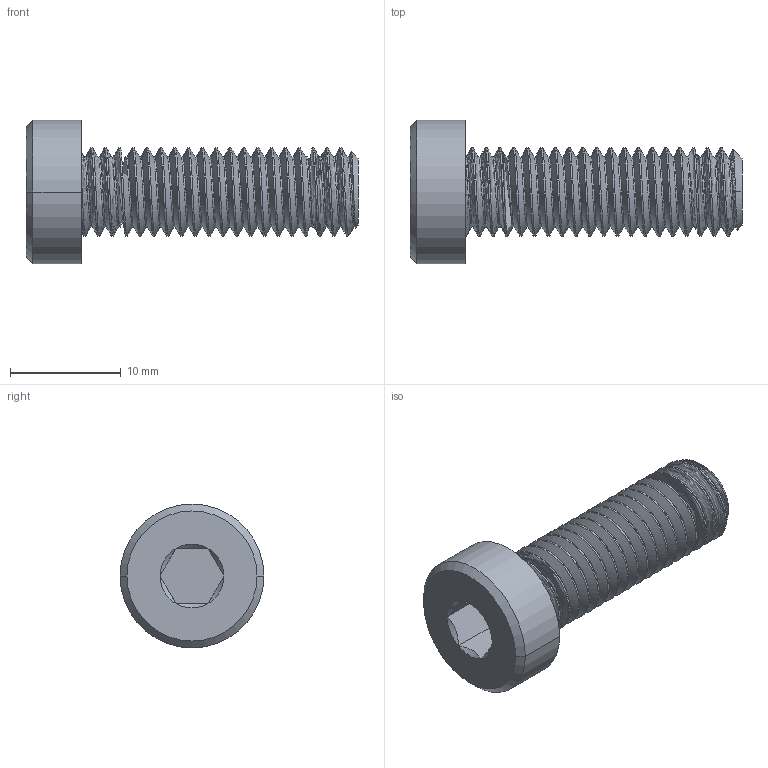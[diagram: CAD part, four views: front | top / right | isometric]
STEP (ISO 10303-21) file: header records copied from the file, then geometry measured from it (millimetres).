
FILE_DESCRIPTION (( 'STEP AP203' ), '1' );
FILE_NAME ('93070A175_Alloy Steel Low-Profile Socket Head Screw.STEP', '2021-07-11T08:32:39', ( 'Administrator' ), ( 'Managed by Terraform' ), 'SwSTEP 2.0', 'SolidWorks 2017', '' );
FILE_SCHEMA (( 'CONFIG_CONTROL_DESIGN' ));
Length unit declared in the file: millimetre
Products named in the file (1): 93070A175_Alloy Steel Low-Profile Socket Head Screw
Bounding box: 30 x 13 x 13 mm (x, y, z)
Volume: 1583.5 mm3; surface area: 1489.5 mm2
Topology: 1 solids, 1 shells, 66 faces, 171 edges, 109 vertices
Faces by surface type: cylinder 42, cone 11, plane 10, bspline 3
Entity records: 5248 total; most frequent: CARTESIAN_POINT 3831, ORIENTED_EDGE 342, DIRECTION 220, EDGE_CURVE 171, VERTEX_POINT 109, AXIS2_PLACEMENT_3D 81, EDGE_LOOP 68, ADVANCED_FACE 66
